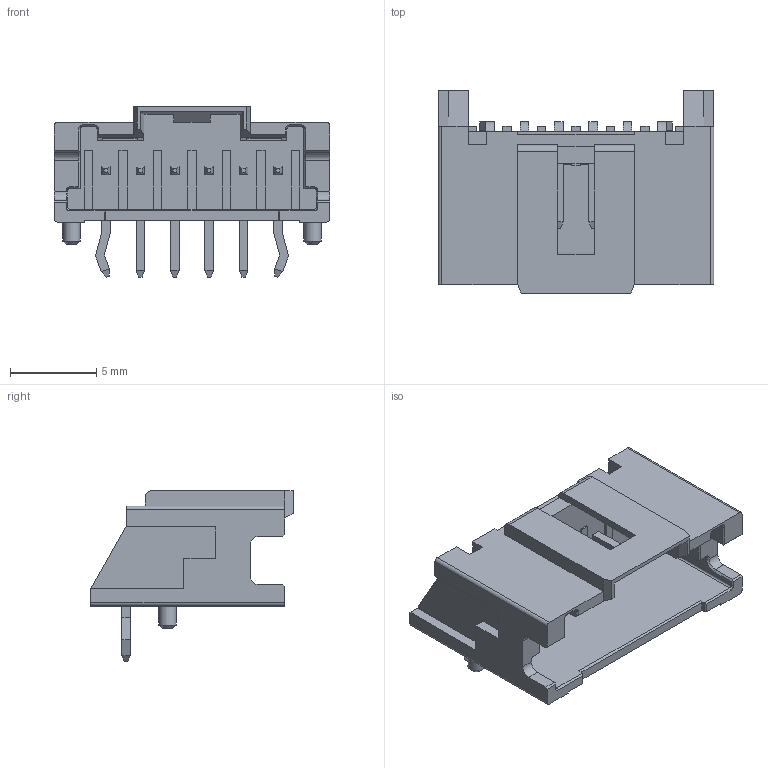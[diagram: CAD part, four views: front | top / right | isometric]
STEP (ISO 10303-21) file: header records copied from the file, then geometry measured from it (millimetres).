
FILE_DESCRIPTION(/* description */ (''),/* implementation_level */ '2;1');
FILE_NAME(/* name */ 'Molex - 559350610.step',/* time_stamp */ '2020-07-14T22:16:38+01:00',/* author */ (''),/* organization */ (''),/* preprocessor_version */ 'ST-DEVELOPER v18.1',/* originating_system */ 'Autodesk Translation Framework v9.3.0.1241',/* authorisation */ '');
FILE_SCHEMA (('AUTOMOTIVE_DESIGN { 1 0 10303 214 3 1 1 }'));
Length unit declared in the file: millimetre
Products named in the file (1): Molex - 559350610
Bounding box: 16 x 11.75 x 9.9 mm (x, y, z)
Volume: 392.7 mm3; surface area: 1071.7 mm2
Topology: 1 solids, 1 shells, 358 faces, 927 edges, 588 vertices
Faces by surface type: plane 312, cylinder 32, cone 14
Full cylindrical faces by diameter (mm): 1 x2
Entity records: 10830 total; most frequent: CARTESIAN_POINT 1874, ORIENTED_EDGE 1854, DIRECTION 1725, EDGE_CURVE 927, LINE 847, VECTOR 847, VERTEX_POINT 588, AXIS2_PLACEMENT_3D 439
